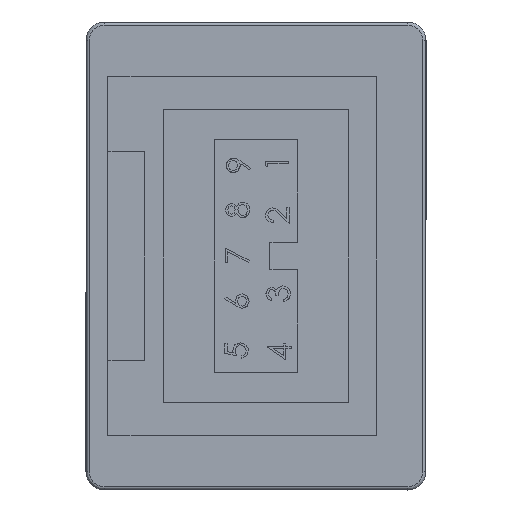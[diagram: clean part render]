
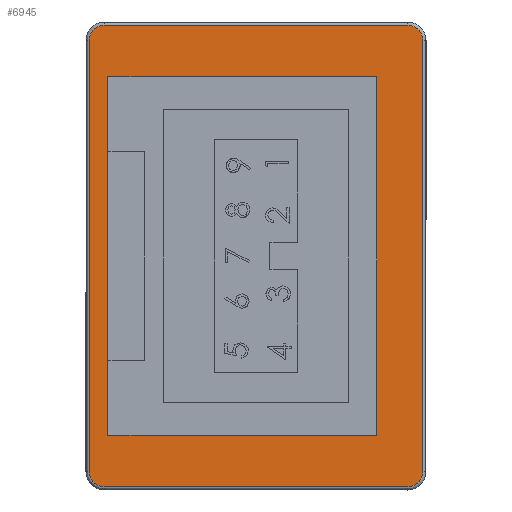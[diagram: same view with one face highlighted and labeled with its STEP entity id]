
A CAD part, front view. The second image highlights one B-rep face of the part: STEP entity #6945.
In plain terms, the highlighted face is planar.
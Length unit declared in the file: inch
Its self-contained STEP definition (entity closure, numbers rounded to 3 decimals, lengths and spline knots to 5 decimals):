
#3847 = DIRECTION ( 'NONE',  ( 1., 0., 0. ) ) ;
#3848 = VECTOR ( 'NONE', #3847, 39.37008 ) ;
#3849 = CARTESIAN_POINT ( 'NONE',  ( 0.19291, 0.15945, -0.33858 ) ) ;
#3850 = LINE ( 'NONE', #3849, #3848 ) ;
#4027 = CARTESIAN_POINT ( 'NONE',  ( -0.19291, -0.12992, -0.33858 ) ) ;
#4028 = DIRECTION ( 'NONE',  ( 0., 1., 0. ) ) ;
#4029 = VECTOR ( 'NONE', #4028, 39.37008 ) ;
#4030 = CARTESIAN_POINT ( 'NONE',  ( -0.19291, 0.15945, -0.33858 ) ) ;
#4031 = LINE ( 'NONE', #4030, #4029 ) ;
#4602 = DIRECTION ( 'NONE',  ( 0., 1., 0. ) ) ;
#4603 = VECTOR ( 'NONE', #4602, 39.37008 ) ;
#4604 = CARTESIAN_POINT ( 'NONE',  ( -0.24843, 0.18307, -0.33858 ) ) ;
#4605 = LINE ( 'NONE', #4604, #4603 ) ;
#4606 = CARTESIAN_POINT ( 'NONE',  ( -0.24843, -0.16339, -0.33858 ) ) ;
#4607 = DIRECTION ( 'NONE',  ( 1., 0., 0. ) ) ;
#4608 = DIRECTION ( 'NONE',  ( 0., 0., 1. ) ) ;
#4609 = CARTESIAN_POINT ( 'NONE',  ( -0.23228, -0.16339, -0.33858 ) ) ;
#4610 = AXIS2_PLACEMENT_3D ( 'NONE', #4609, #4608, #4607 ) ;
#4611 = CIRCLE ( 'NONE', #4610, 0.01614 ) ;
#4710 = DIRECTION ( 'NONE',  ( 1., 0., 0. ) ) ;
#4711 = DIRECTION ( 'NONE',  ( 0., 0., 1. ) ) ;
#4712 = CARTESIAN_POINT ( 'NONE',  ( 0.23228, -0.16339, -0.33858 ) ) ;
#4713 = AXIS2_PLACEMENT_3D ( 'NONE', #4712, #4711, #4710 ) ;
#4714 = CIRCLE ( 'NONE', #4713, 0.01614 ) ;
#4769 = CARTESIAN_POINT ( 'NONE',  ( 0.23228, 0.17953, -0.33858 ) ) ;
#4770 = DIRECTION ( 'NONE',  ( 1., 0., 0. ) ) ;
#4771 = DIRECTION ( 'NONE',  ( 0., 0., 1. ) ) ;
#4772 = CARTESIAN_POINT ( 'NONE',  ( 0.23228, 0.16339, -0.33858 ) ) ;
#4773 = AXIS2_PLACEMENT_3D ( 'NONE', #4772, #4771, #4770 ) ;
#4774 = CIRCLE ( 'NONE', #4773, 0.01614 ) ;
#4778 = CARTESIAN_POINT ( 'NONE',  ( 0.24843, -0.16339, -0.33858 ) ) ;
#4779 = DIRECTION ( 'NONE',  ( 0., -1., 0. ) ) ;
#4780 = VECTOR ( 'NONE', #4779, 39.37008 ) ;
#4781 = CARTESIAN_POINT ( 'NONE',  ( 0.24843, 0.18307, -0.33858 ) ) ;
#4782 = LINE ( 'NONE', #4781, #4780 ) ;
#4783 = CARTESIAN_POINT ( 'NONE',  ( -0.23228, 0.17953, -0.33858 ) ) ;
#4784 = DIRECTION ( 'NONE',  ( -1., 0., 0. ) ) ;
#4785 = VECTOR ( 'NONE', #4784, 39.37008 ) ;
#4786 = CARTESIAN_POINT ( 'NONE',  ( 0.19291, -0.12992, -0.33858 ) ) ;
#4787 = LINE ( 'NONE', #4786, #4785 ) ;
#4788 = CARTESIAN_POINT ( 'NONE',  ( 0.24843, 0.16339, -0.33858 ) ) ;
#4789 = DIRECTION ( 'NONE',  ( 1., 0., 0. ) ) ;
#4790 = VECTOR ( 'NONE', #4789, 39.37008 ) ;
#4791 = CARTESIAN_POINT ( 'NONE',  ( 0.25197, 0.17953, -0.33858 ) ) ;
#4792 = LINE ( 'NONE', #4791, #4790 ) ;
#4811 = CARTESIAN_POINT ( 'NONE',  ( -0.23228, -0.17953, -0.33858 ) ) ;
#4812 = DIRECTION ( 'NONE',  ( -1., 0., 0. ) ) ;
#4813 = VECTOR ( 'NONE', #4812, 39.37008 ) ;
#4814 = CARTESIAN_POINT ( 'NONE',  ( -0.25197, -0.17953, -0.33858 ) ) ;
#4815 = LINE ( 'NONE', #4814, #4813 ) ;
#4818 = CARTESIAN_POINT ( 'NONE',  ( 0.23228, -0.17953, -0.33858 ) ) ;
#4927 = CARTESIAN_POINT ( 'NONE',  ( -0.24843, 0.16339, -0.33858 ) ) ;
#4928 = DIRECTION ( 'NONE',  ( 1., 0., 0. ) ) ;
#4929 = DIRECTION ( 'NONE',  ( 0., 0., 1. ) ) ;
#4930 = CARTESIAN_POINT ( 'NONE',  ( -0.23228, 0.16339, -0.33858 ) ) ;
#4931 = AXIS2_PLACEMENT_3D ( 'NONE', #4930, #4929, #4928 ) ;
#4932 = CIRCLE ( 'NONE', #4931, 0.01614 ) ;
#5086 = PLANE ( 'NONE',  #5162 ) ;
#5087 = FACE_OUTER_BOUND ( 'NONE', #6913, .T. ) ;
#5088 = FACE_BOUND ( 'NONE', #6946, .T. ) ;
#5089 = CARTESIAN_POINT ( 'NONE',  ( -0.19291, 0.15945, -0.33858 ) ) ;
#5147 = CARTESIAN_POINT ( 'NONE',  ( 0.19291, -0.12992, -0.33858 ) ) ;
#5148 = CARTESIAN_POINT ( 'NONE',  ( 0.19291, 0.15945, -0.33858 ) ) ;
#5149 = DIRECTION ( 'NONE',  ( 0., -1., 0. ) ) ;
#5150 = VECTOR ( 'NONE', #5149, 39.37008 ) ;
#5151 = CARTESIAN_POINT ( 'NONE',  ( 0.19291, 0.15945, -0.33858 ) ) ;
#5152 = LINE ( 'NONE', #5151, #5150 ) ;
#5159 = DIRECTION ( 'NONE',  ( 1., 0., 0. ) ) ;
#5160 = DIRECTION ( 'NONE',  ( 0., 0., 1. ) ) ;
#5161 = CARTESIAN_POINT ( 'NONE',  ( -0.25197, 0.18307, -0.33858 ) ) ;
#5162 = AXIS2_PLACEMENT_3D ( 'NONE', #5161, #5160, #5159 ) ;
#6492 = EDGE_CURVE ( 'NONE', #6943, #6940, #3850, .T. ) ;
#6493 = ORIENTED_EDGE ( 'NONE', *, *, #6522, .F. ) ;
#6522 = EDGE_CURVE ( 'NONE', #6523, #6943, #4031, .T. ) ;
#6523 = VERTEX_POINT ( 'NONE', #4027 ) ;
#6726 = VERTEX_POINT ( 'NONE', #4818 ) ;
#6727 = ORIENTED_EDGE ( 'NONE', *, *, #6728, .T. ) ;
#6728 = EDGE_CURVE ( 'NONE', #6726, #6729, #4815, .T. ) ;
#6729 = VERTEX_POINT ( 'NONE', #4811 ) ;
#6730 = ORIENTED_EDGE ( 'NONE', *, *, #6731, .F. ) ;
#6731 = EDGE_CURVE ( 'NONE', #6732, #6729, #4611, .T. ) ;
#6732 = VERTEX_POINT ( 'NONE', #4606 ) ;
#6733 = ORIENTED_EDGE ( 'NONE', *, *, #6734, .T. ) ;
#6734 = EDGE_CURVE ( 'NONE', #6732, #6916, #4605, .T. ) ;
#6753 = ORIENTED_EDGE ( 'NONE', *, *, #6754, .T. ) ;
#6754 = EDGE_CURVE ( 'NONE', #6758, #6764, #4792, .T. ) ;
#6755 = VERTEX_POINT ( 'NONE', #4788 ) ;
#6756 = ORIENTED_EDGE ( 'NONE', *, *, #6757, .F. ) ;
#6757 = EDGE_CURVE ( 'NONE', #6941, #6523, #4787, .T. ) ;
#6758 = VERTEX_POINT ( 'NONE', #4783 ) ;
#6759 = EDGE_CURVE ( 'NONE', #6755, #6760, #4782, .T. ) ;
#6760 = VERTEX_POINT ( 'NONE', #4778 ) ;
#6761 = ORIENTED_EDGE ( 'NONE', *, *, #6762, .F. ) ;
#6762 = EDGE_CURVE ( 'NONE', #6755, #6764, #4774, .T. ) ;
#6763 = ORIENTED_EDGE ( 'NONE', *, *, #6759, .T. ) ;
#6764 = VERTEX_POINT ( 'NONE', #4769 ) ;
#6779 = ORIENTED_EDGE ( 'NONE', *, *, #6780, .F. ) ;
#6780 = EDGE_CURVE ( 'NONE', #6726, #6760, #4714, .T. ) ;
#6913 = EDGE_LOOP ( 'NONE', ( #6914, #6753, #6761, #6763, #6779, #6727, #6730, #6733 ) ) ;
#6914 = ORIENTED_EDGE ( 'NONE', *, *, #6915, .F. ) ;
#6915 = EDGE_CURVE ( 'NONE', #6758, #6916, #4932, .T. ) ;
#6916 = VERTEX_POINT ( 'NONE', #4927 ) ;
#6939 = EDGE_CURVE ( 'NONE', #6940, #6941, #5152, .T. ) ;
#6940 = VERTEX_POINT ( 'NONE', #5148 ) ;
#6941 = VERTEX_POINT ( 'NONE', #5147 ) ;
#6942 = ORIENTED_EDGE ( 'NONE', *, *, #6492, .F. ) ;
#6943 = VERTEX_POINT ( 'NONE', #5089 ) ;
#6945 = ADVANCED_FACE ( 'NONE', ( #5088, #5087 ), #5086, .F. ) ;
#6946 = EDGE_LOOP ( 'NONE', ( #6947, #6942, #6493, #6756 ) ) ;
#6947 = ORIENTED_EDGE ( 'NONE', *, *, #6939, .F. ) ;
